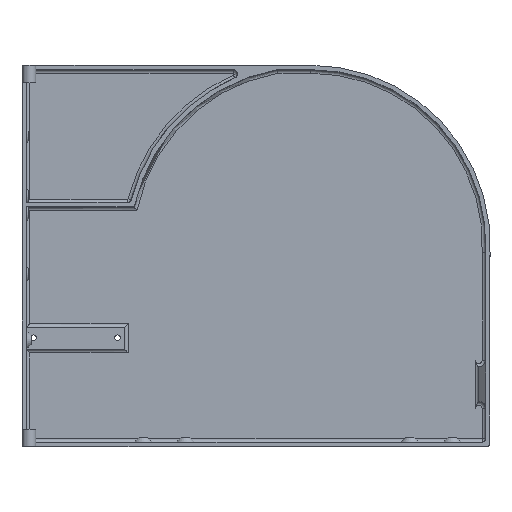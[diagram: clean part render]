
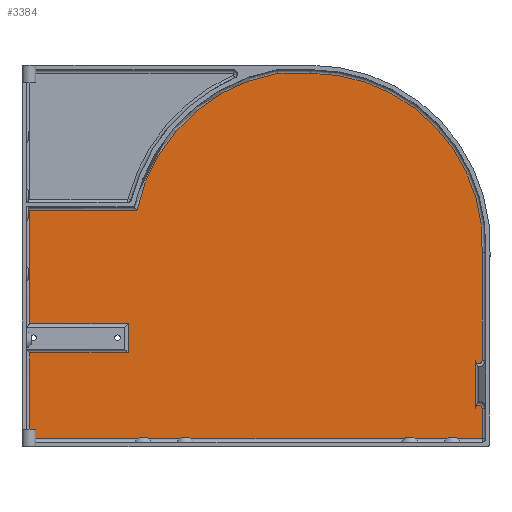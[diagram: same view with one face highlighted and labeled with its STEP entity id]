
A CAD part, top view. The second image highlights one B-rep face of the part: STEP entity #3384.
In plain terms, the highlighted planar face has unit normal (0, 0, 1).
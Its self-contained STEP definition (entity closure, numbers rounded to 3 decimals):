
#233=PLANE('',#3708);
#368=FACE_OUTER_BOUND('',#617,.T.);
#617=EDGE_LOOP('',(#2649,#2650,#2651,#2652,#2653,#2654,#2655,#2656,#2657,
#2658,#2659,#2660,#2661,#2662,#2663,#2664));
#839=LINE('',#5217,#1108);
#860=LINE('',#5336,#1129);
#862=LINE('',#5344,#1131);
#864=LINE('',#5350,#1133);
#866=LINE('',#5357,#1135);
#868=LINE('',#5366,#1137);
#871=LINE('',#5395,#1140);
#872=LINE('',#5455,#1141);
#874=LINE('',#5458,#1143);
#877=LINE('',#5464,#1146);
#878=LINE('',#5499,#1147);
#881=LINE('',#5503,#1150);
#1108=VECTOR('',#4158,10.);
#1129=VECTOR('',#4237,10.);
#1131=VECTOR('',#4245,10.);
#1133=VECTOR('',#4251,10.);
#1135=VECTOR('',#4257,10.);
#1137=VECTOR('',#4265,10.);
#1140=VECTOR('',#4280,10.);
#1141=VECTOR('',#4297,10.);
#1143=VECTOR('',#4301,10.);
#1146=VECTOR('',#4306,10.);
#1147=VECTOR('',#4313,10.);
#1150=VECTOR('',#4318,10.);
#1409=CIRCLE('',#3670,99.);
#1410=CIRCLE('',#3674,100.5);
#1414=CIRCLE('',#3678,2.);
#1415=CIRCLE('',#3682,2.);
#1593=VERTEX_POINT('',#5209);
#1595=VERTEX_POINT('',#5215);
#1627=VERTEX_POINT('',#5334);
#1628=VERTEX_POINT('',#5335);
#1631=VERTEX_POINT('',#5343);
#1633=VERTEX_POINT('',#5349);
#1635=VERTEX_POINT('',#5355);
#1636=VERTEX_POINT('',#5356);
#1639=VERTEX_POINT('',#5364);
#1640=VERTEX_POINT('',#5365);
#1643=VERTEX_POINT('',#5386);
#1646=VERTEX_POINT('',#5394);
#1647=VERTEX_POINT('',#5398);
#1651=VERTEX_POINT('',#5434);
#1652=VERTEX_POINT('',#5436);
#1654=VERTEX_POINT('',#5463);
#1925=EDGE_CURVE('',#1595,#1593,#839,.T.);
#1969=EDGE_CURVE('',#1627,#1628,#860,.T.);
#1973=EDGE_CURVE('',#1628,#1631,#862,.T.);
#1976=EDGE_CURVE('',#1593,#1633,#864,.T.);
#1979=EDGE_CURVE('',#1635,#1636,#866,.T.);
#1983=EDGE_CURVE('',#1639,#1640,#868,.T.);
#1989=EDGE_CURVE('',#1640,#1643,#1409,.T.);
#1991=EDGE_CURVE('',#1643,#1646,#871,.T.);
#1993=EDGE_CURVE('',#1647,#1639,#1410,.T.);
#1998=EDGE_CURVE('',#1651,#1652,#1414,.T.);
#2000=EDGE_CURVE('',#1646,#1651,#872,.T.);
#2002=EDGE_CURVE('',#1636,#1647,#874,.T.);
#2005=EDGE_CURVE('',#1652,#1654,#877,.T.);
#2007=EDGE_CURVE('',#1654,#1595,#1415,.T.);
#2009=EDGE_CURVE('',#1631,#1635,#878,.T.);
#2012=EDGE_CURVE('',#1633,#1627,#881,.T.);
#2649=ORIENTED_EDGE('',*,*,#1998,.F.);
#2650=ORIENTED_EDGE('',*,*,#2000,.F.);
#2651=ORIENTED_EDGE('',*,*,#1991,.F.);
#2652=ORIENTED_EDGE('',*,*,#1989,.F.);
#2653=ORIENTED_EDGE('',*,*,#1983,.F.);
#2654=ORIENTED_EDGE('',*,*,#1993,.F.);
#2655=ORIENTED_EDGE('',*,*,#2002,.F.);
#2656=ORIENTED_EDGE('',*,*,#1979,.F.);
#2657=ORIENTED_EDGE('',*,*,#2009,.F.);
#2658=ORIENTED_EDGE('',*,*,#1973,.F.);
#2659=ORIENTED_EDGE('',*,*,#1969,.F.);
#2660=ORIENTED_EDGE('',*,*,#2012,.F.);
#2661=ORIENTED_EDGE('',*,*,#1976,.F.);
#2662=ORIENTED_EDGE('',*,*,#1925,.F.);
#2663=ORIENTED_EDGE('',*,*,#2007,.F.);
#2664=ORIENTED_EDGE('',*,*,#2005,.F.);
#3384=ADVANCED_FACE('',(#368),#233,.T.);
#3670=AXIS2_PLACEMENT_3D('',#5390,#4275,#4276);
#3674=AXIS2_PLACEMENT_3D('',#5399,#4285,#4286);
#3678=AXIS2_PLACEMENT_3D('',#5437,#4293,#4294);
#3682=AXIS2_PLACEMENT_3D('',#5496,#4307,#4308);
#3708=AXIS2_PLACEMENT_3D('',#5781,#4388,#4389);
#4158=DIRECTION('',(0.,-1.,0.));
#4237=DIRECTION('',(1.,0.,0.));
#4245=DIRECTION('',(0.,1.,0.));
#4251=DIRECTION('',(-1.,0.,0.));
#4257=DIRECTION('',(0.,1.,0.));
#4265=DIRECTION('',(1.,0.,0.));
#4275=DIRECTION('center_axis',(0.,0.,-1.));
#4276=DIRECTION('ref_axis',(0.723,0.691,0.));
#4280=DIRECTION('',(-0.045,-0.999,0.));
#4285=DIRECTION('center_axis',(0.,0.,-1.));
#4286=DIRECTION('ref_axis',(-0.692,0.722,0.));
#4293=DIRECTION('center_axis',(0.,0.,-1.));
#4294=DIRECTION('ref_axis',(0.707,-0.707,0.));
#4297=DIRECTION('',(0.,-1.,0.));
#4301=DIRECTION('',(1.,0.,0.));
#4306=DIRECTION('',(0.,-1.,0.));
#4307=DIRECTION('center_axis',(0.,0.,-1.));
#4308=DIRECTION('ref_axis',(0.707,0.707,0.));
#4313=DIRECTION('',(-1.,0.,0.));
#4318=DIRECTION('',(0.,1.,0.));
#4388=DIRECTION('center_axis',(0.,0.,1.));
#4389=DIRECTION('ref_axis',(1.,0.,0.));
#5209=CARTESIAN_POINT('',(344.71,-191.435,-143.89));
#5215=CARTESIAN_POINT('',(344.71,-173.935,-143.89));
#5217=CARTESIAN_POINT('',(344.71,-85.007,-143.89));
#5334=CARTESIAN_POINT('',(83.628,-141.807,-143.89));
#5335=CARTESIAN_POINT('',(140.372,-141.807,-143.89));
#5336=CARTESIAN_POINT('',(147.925,-141.807,-143.89));
#5343=CARTESIAN_POINT('',(140.372,-125.031,-143.89));
#5344=CARTESIAN_POINT('',(140.372,-112.871,-143.89));
#5349=CARTESIAN_POINT('',(83.628,-191.435,-143.89));
#5350=CARTESIAN_POINT('',(277.98,-191.435,-143.89));
#5355=CARTESIAN_POINT('',(83.628,-125.031,-143.89));
#5356=CARTESIAN_POINT('',(83.628,-59.685,-143.89));
#5357=CARTESIAN_POINT('',(83.628,-139.685,-143.89));
#5364=CARTESIAN_POINT('',(226.79,19.565,-143.89));
#5365=CARTESIAN_POINT('',(245.816,19.565,-143.89));
#5366=CARTESIAN_POINT('',(147.925,19.565,-143.89));
#5386=CARTESIAN_POINT('',(344.714,-83.931,-143.89));
#5390=CARTESIAN_POINT('Origin',(245.816,-79.435,-143.89));
#5394=CARTESIAN_POINT('',(344.71,-84.033,-143.89));
#5395=CARTESIAN_POINT('',(344.534,-87.891,-143.89));
#5398=CARTESIAN_POINT('',(145.463,-59.685,-143.89));
#5399=CARTESIAN_POINT('Origin',(244.,-79.451,-143.89));
#5434=CARTESIAN_POINT('',(344.71,-145.935,-143.89));
#5436=CARTESIAN_POINT('',(340.71,-145.935,-143.89));
#5437=CARTESIAN_POINT('Origin',(342.71,-145.935,-143.89));
#5455=CARTESIAN_POINT('',(344.71,-85.007,-143.89));
#5458=CARTESIAN_POINT('',(147.925,-59.685,-143.89));
#5463=CARTESIAN_POINT('',(340.71,-173.935,-143.89));
#5464=CARTESIAN_POINT('',(340.71,-127.935,-143.89));
#5496=CARTESIAN_POINT('Origin',(342.71,-173.935,-143.89));
#5499=CARTESIAN_POINT('',(176.297,-125.031,-143.89));
#5503=CARTESIAN_POINT('',(83.628,-139.685,-143.89));
#5781=CARTESIAN_POINT('Origin',(214.222,-85.935,-143.89));
